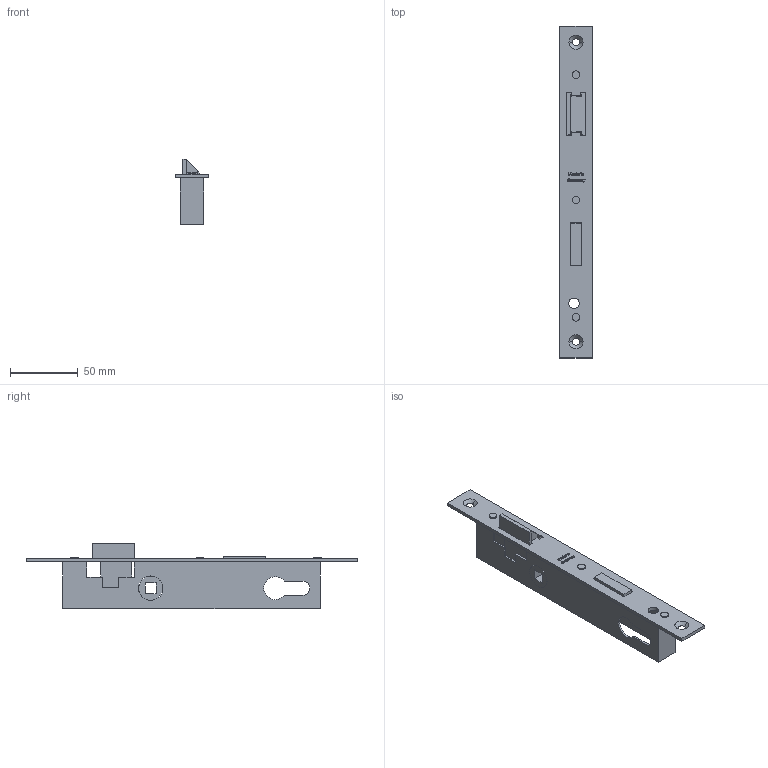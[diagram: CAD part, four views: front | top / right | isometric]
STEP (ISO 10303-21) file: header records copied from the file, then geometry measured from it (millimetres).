
FILE_DESCRIPTION (( 'STEP AP203' ), '1' );
FILE_NAME ('40102.step', '2019-06-04T11:53:50', ( '' ), ( '' ), 'SwSTEP 2.0', 'SolidWorks 2015', '' );
FILE_SCHEMA (( 'CONFIG_CONTROL_DESIGN' ));
Length unit declared in the file: millimetre
Products named in the file (1): 40102
Bounding box: 24 x 245 x 48 mm (x, y, z)
Volume: 49844.4 mm3; surface area: 44036.1 mm2
Topology: 4 solids, 4 shells, 467 faces, 1254 edges, 834 vertices
Faces by surface type: plane 282, bspline 157, cylinder 24, cone 4
Entity records: 22717 total; most frequent: CARTESIAN_POINT 11921, ORIENTED_EDGE 2508, DIRECTION 1614, EDGE_CURVE 1254, VECTOR 888, LINE 888, VERTEX_POINT 834, EDGE_LOOP 530
